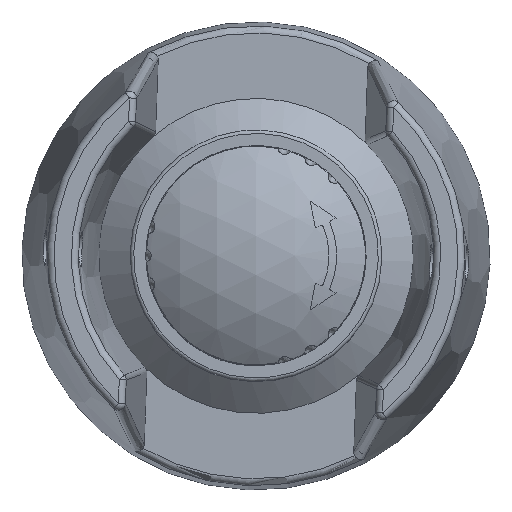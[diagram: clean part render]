
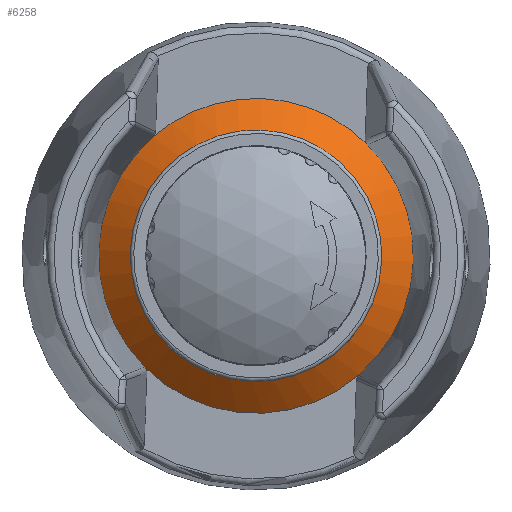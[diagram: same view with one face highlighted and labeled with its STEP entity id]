
A CAD part, top view. The second image highlights one B-rep face of the part: STEP entity #6258.
In plain terms, the highlighted conical face has half-angle 50 degrees and reference radius 20.264 mm.
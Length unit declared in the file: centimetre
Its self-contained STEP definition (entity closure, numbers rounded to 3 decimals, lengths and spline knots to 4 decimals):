
#112=FACE_BOUND('',#1178,.T.);
#159=CONICAL_SURFACE('',#6870,2.0264,50.);
#764=FACE_OUTER_BOUND('',#1177,.T.);
#1177=EDGE_LOOP('',(#4973,#4974,#4975,#4976));
#1178=EDGE_LOOP('',(#4977));
#2258=CIRCLE('',#6749,2.2529);
#2259=CIRCLE('',#6752,2.2529);
#2302=CIRCLE('',#6853,2.2529);
#2303=CIRCLE('',#6855,2.2529);
#2311=CIRCLE('',#6869,1.8);
#2702=VERTEX_POINT('',#10718);
#2719=VERTEX_POINT('',#10896);
#2736=VERTEX_POINT('',#11083);
#2738=VERTEX_POINT('',#11134);
#2827=VERTEX_POINT('',#11597);
#3479=EDGE_CURVE('',#2702,#2736,#2258,.T.);
#3480=EDGE_CURVE('',#2738,#2702,#2259,.T.);
#3609=EDGE_CURVE('',#2719,#2738,#2302,.T.);
#3610=EDGE_CURVE('',#2736,#2719,#2303,.T.);
#3620=EDGE_CURVE('',#2827,#2827,#2311,.T.);
#4973=ORIENTED_EDGE('',*,*,#3479,.F.);
#4974=ORIENTED_EDGE('',*,*,#3480,.F.);
#4975=ORIENTED_EDGE('',*,*,#3609,.F.);
#4976=ORIENTED_EDGE('',*,*,#3610,.F.);
#4977=ORIENTED_EDGE('',*,*,#3620,.T.);
#6258=ADVANCED_FACE('',(#764,#112),#159,.T.);
#6749=AXIS2_PLACEMENT_3D('',#11157,#7931,#7932);
#6752=AXIS2_PLACEMENT_3D('',#11160,#7937,#7938);
#6853=AXIS2_PLACEMENT_3D('',#11573,#8209,#8210);
#6855=AXIS2_PLACEMENT_3D('',#11575,#8213,#8214);
#6869=AXIS2_PLACEMENT_3D('',#11598,#8243,#8244);
#6870=AXIS2_PLACEMENT_3D('',#11599,#8245,#8246);
#7931=DIRECTION('center_axis',(0.,0.,
-1.));
#7932=DIRECTION('ref_axis',(0.036,0.999,0.));
#7937=DIRECTION('center_axis',(0.,0.,
-1.));
#7938=DIRECTION('ref_axis',(0.036,0.999,0.));
#8209=DIRECTION('center_axis',(0.,0.,
-1.));
#8210=DIRECTION('ref_axis',(0.036,0.999,0.));
#8213=DIRECTION('center_axis',(0.,0.,
-1.));
#8214=DIRECTION('ref_axis',(0.036,0.999,0.));
#8243=DIRECTION('center_axis',(0.,0.,
-1.));
#8244=DIRECTION('ref_axis',(0.036,0.999,0.));
#8245=DIRECTION('center_axis',(0.,0.,
-1.));
#8246=DIRECTION('ref_axis',(0.036,0.999,0.));
#10718=CARTESIAN_POINT('',(-1.471,5.0564,0.79));
#10896=CARTESIAN_POINT('',(1.471,1.6436,0.79));
#11083=CARTESIAN_POINT('',(1.5908,4.9452,0.79));
#11134=CARTESIAN_POINT('',(-1.5908,1.7548,0.79));
#11157=CARTESIAN_POINT('Origin',(0.,3.35,
0.79));
#11160=CARTESIAN_POINT('Origin',(0.,3.35,
0.79));
#11573=CARTESIAN_POINT('Origin',(0.,3.35,
0.79));
#11575=CARTESIAN_POINT('Origin',(0.,3.35,
0.79));
#11597=CARTESIAN_POINT('',(0.0653,5.1488,1.17));
#11598=CARTESIAN_POINT('Origin',(0.,3.35,
1.17));
#11599=CARTESIAN_POINT('Origin',(0.,3.35,
0.98));
